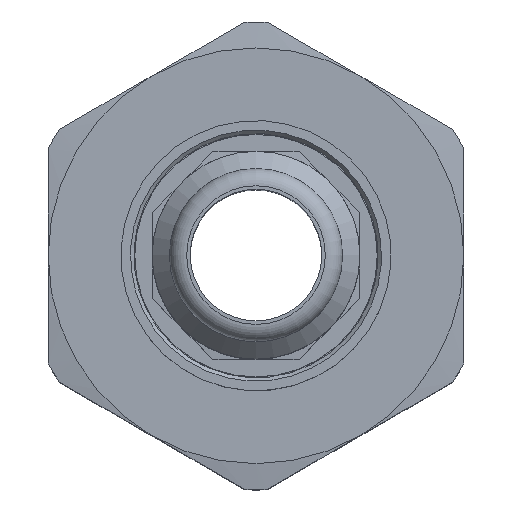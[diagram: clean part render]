
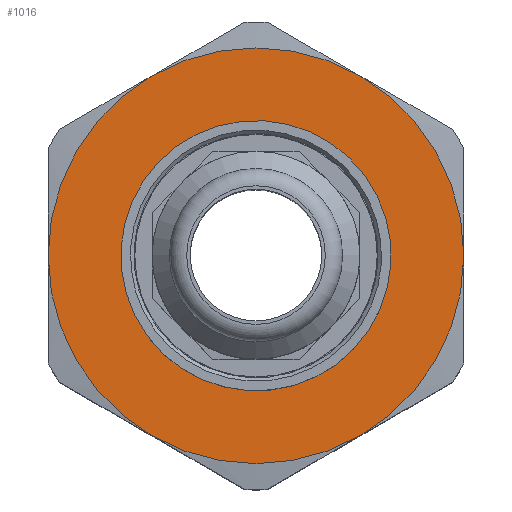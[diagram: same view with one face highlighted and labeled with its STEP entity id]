
A CAD part, top view. The second image highlights one B-rep face of the part: STEP entity #1016.
In plain terms, the highlighted planar face has unit normal (0, 0, 1).
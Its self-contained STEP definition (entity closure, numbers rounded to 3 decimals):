
#67=FACE_BOUND('',#182,.T.);
#74=PLANE('',#1107);
#115=FACE_OUTER_BOUND('',#181,.T.);
#181=EDGE_LOOP('',(#676,#677,#678,#679,#680,#681));
#182=EDGE_LOOP('',(#682));
#322=CIRCLE('',#1106,7.8);
#323=CIRCLE('',#1108,12.);
#324=CIRCLE('',#1109,12.);
#325=CIRCLE('',#1110,12.);
#326=CIRCLE('',#1111,12.);
#327=CIRCLE('',#1112,12.);
#328=CIRCLE('',#1113,12.);
#399=VERTEX_POINT('',#1578);
#400=VERTEX_POINT('',#1582);
#401=VERTEX_POINT('',#1583);
#402=VERTEX_POINT('',#1585);
#403=VERTEX_POINT('',#1587);
#404=VERTEX_POINT('',#1589);
#405=VERTEX_POINT('',#1591);
#506=EDGE_CURVE('',#399,#399,#322,.T.);
#507=EDGE_CURVE('',#400,#401,#323,.T.);
#508=EDGE_CURVE('',#401,#402,#324,.T.);
#509=EDGE_CURVE('',#402,#403,#325,.T.);
#510=EDGE_CURVE('',#403,#404,#326,.T.);
#511=EDGE_CURVE('',#404,#405,#327,.T.);
#512=EDGE_CURVE('',#405,#400,#328,.T.);
#676=ORIENTED_EDGE('',*,*,#507,.T.);
#677=ORIENTED_EDGE('',*,*,#508,.T.);
#678=ORIENTED_EDGE('',*,*,#509,.T.);
#679=ORIENTED_EDGE('',*,*,#510,.T.);
#680=ORIENTED_EDGE('',*,*,#511,.T.);
#681=ORIENTED_EDGE('',*,*,#512,.T.);
#682=ORIENTED_EDGE('',*,*,#506,.T.);
#1016=ADVANCED_FACE('',(#115,#67),#74,.T.);
#1106=AXIS2_PLACEMENT_3D('',#1580,#1264,#1265);
#1107=AXIS2_PLACEMENT_3D('',#1581,#1266,#1267);
#1108=AXIS2_PLACEMENT_3D('',#1584,#1268,#1269);
#1109=AXIS2_PLACEMENT_3D('',#1586,#1270,#1271);
#1110=AXIS2_PLACEMENT_3D('',#1588,#1272,#1273);
#1111=AXIS2_PLACEMENT_3D('',#1590,#1274,#1275);
#1112=AXIS2_PLACEMENT_3D('',#1592,#1276,#1277);
#1113=AXIS2_PLACEMENT_3D('',#1593,#1278,#1279);
#1264=DIRECTION('center_axis',(0.,0.,-1.));
#1265=DIRECTION('ref_axis',(0.916,-0.401,0.));
#1266=DIRECTION('center_axis',(0.,0.,1.));
#1267=DIRECTION('ref_axis',(1.,0.,0.));
#1268=DIRECTION('center_axis',(0.,0.,1.));
#1269=DIRECTION('ref_axis',(0.,1.,0.));
#1270=DIRECTION('center_axis',(0.,0.,1.));
#1271=DIRECTION('ref_axis',(0.,1.,0.));
#1272=DIRECTION('center_axis',(0.,0.,1.));
#1273=DIRECTION('ref_axis',(0.,1.,0.));
#1274=DIRECTION('center_axis',(0.,0.,1.));
#1275=DIRECTION('ref_axis',(0.,1.,0.));
#1276=DIRECTION('center_axis',(0.,0.,1.));
#1277=DIRECTION('ref_axis',(0.,1.,0.));
#1278=DIRECTION('center_axis',(0.,0.,1.));
#1279=DIRECTION('ref_axis',(0.,1.,0.));
#1578=CARTESIAN_POINT('',(-7.146,3.127,0.));
#1580=CARTESIAN_POINT('Origin',(0.,0.,
0.));
#1581=CARTESIAN_POINT('Origin',(0.,0.,
0.));
#1582=CARTESIAN_POINT('',(12.,0.,0.));
#1583=CARTESIAN_POINT('',(6.,10.392,0.));
#1584=CARTESIAN_POINT('Origin',(0.,0.,0.));
#1585=CARTESIAN_POINT('',(-6.,10.392,0.));
#1586=CARTESIAN_POINT('Origin',(0.,0.,0.));
#1587=CARTESIAN_POINT('',(-12.,0.,0.));
#1588=CARTESIAN_POINT('Origin',(0.,0.,0.));
#1589=CARTESIAN_POINT('',(-6.,-10.392,0.));
#1590=CARTESIAN_POINT('Origin',(0.,0.,0.));
#1591=CARTESIAN_POINT('',(6.,-10.392,0.));
#1592=CARTESIAN_POINT('Origin',(0.,0.,0.));
#1593=CARTESIAN_POINT('Origin',(0.,0.,0.));
